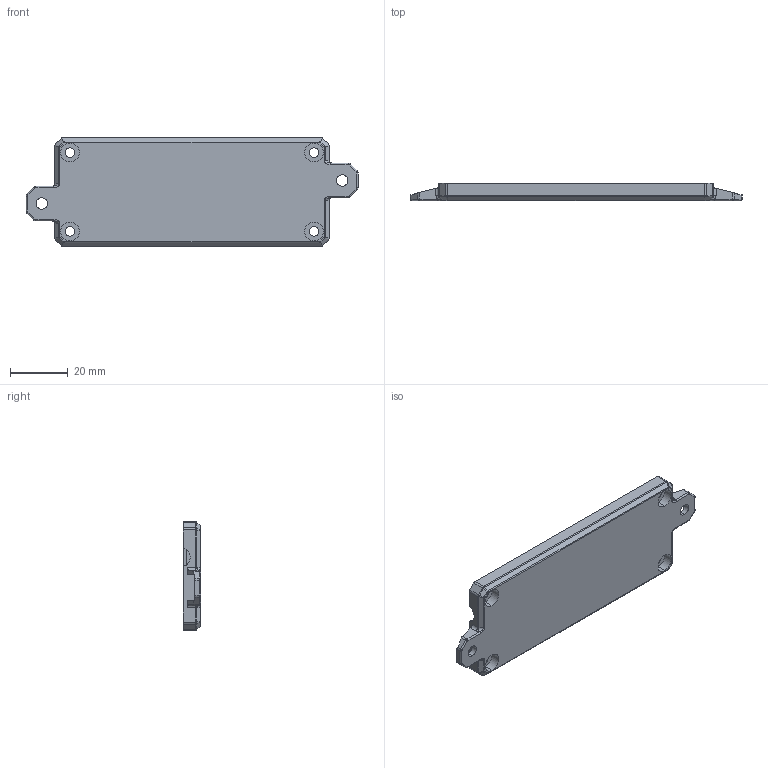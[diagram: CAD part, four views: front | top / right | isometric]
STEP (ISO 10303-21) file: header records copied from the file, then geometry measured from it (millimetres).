
FILE_DESCRIPTION (( 'STEP AP214' ), '1' );
FILE_NAME ('AN-Bottom.STEP', '2020-08-04T05:00:21', ( '' ), ( '' ), 'SwSTEP 2.0', 'SolidWorks 2018', '' );
FILE_SCHEMA (( 'AUTOMOTIVE_DESIGN' ));
Length unit declared in the file: millimetre
Products named in the file (1): AN-Bottom
Bounding box: 115 x 6 x 37.75 mm (x, y, z)
Volume: 7540 mm3; surface area: 10838.1 mm2
Topology: 1 solids, 1 shells, 268 faces, 667 edges, 409 vertices
Faces by surface type: cylinder 105, plane 95, bspline 44, torus 16, cone 8
Entity records: 8377 total; most frequent: CARTESIAN_POINT 2285, ORIENTED_EDGE 1326, DIRECTION 1227, EDGE_CURVE 663, AXIS2_PLACEMENT_3D 447, VERTEX_POINT 409, VECTOR 333, LINE 333
